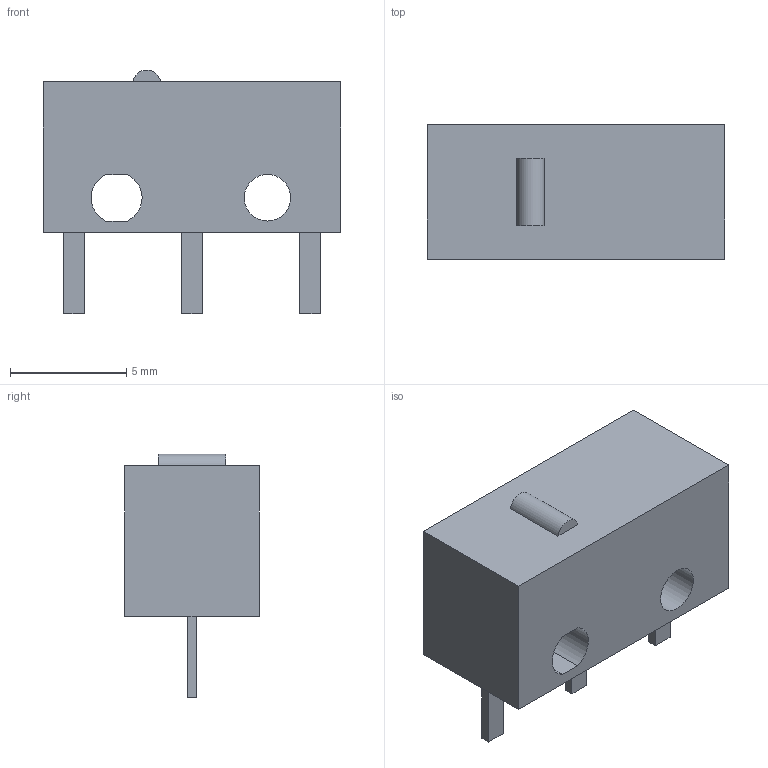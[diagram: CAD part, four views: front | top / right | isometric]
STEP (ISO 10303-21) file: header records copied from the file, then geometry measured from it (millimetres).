
FILE_DESCRIPTION(/* description */ (''),/* implementation_level */ '2;1');
FILE_NAME(/* name */ 'D2F-01F.step',/* time_stamp */ '2023-05-19T22:55:51+01:00',/* author */ (''),/* organization */ (''),/* preprocessor_version */ 'ST-DEVELOPER v19.2',/* originating_system */ 'Autodesk Translation Framework v12.4.0.73',/* authorisation */ '');
FILE_SCHEMA (('AUTOMOTIVE_DESIGN { 1 0 10303 214 3 1 1 }'));
Length unit declared in the file: millimetre
Products named in the file (1): (Unsaved)
Bounding box: 12.8 x 5.8 x 10.5 mm (x, y, z)
Volume: 448.1 mm3; surface area: 482.5 mm2
Topology: 1 solids, 1 shells, 29 faces, 69 edges, 46 vertices
Faces by surface type: plane 25, cylinder 4
Full cylindrical faces by diameter (mm): 2 x1
Entity records: 915 total; most frequent: CARTESIAN_POINT 145, ORIENTED_EDGE 138, DIRECTION 137, EDGE_CURVE 69, LINE 61, VECTOR 61, VERTEX_POINT 46, AXIS2_PLACEMENT_3D 38
